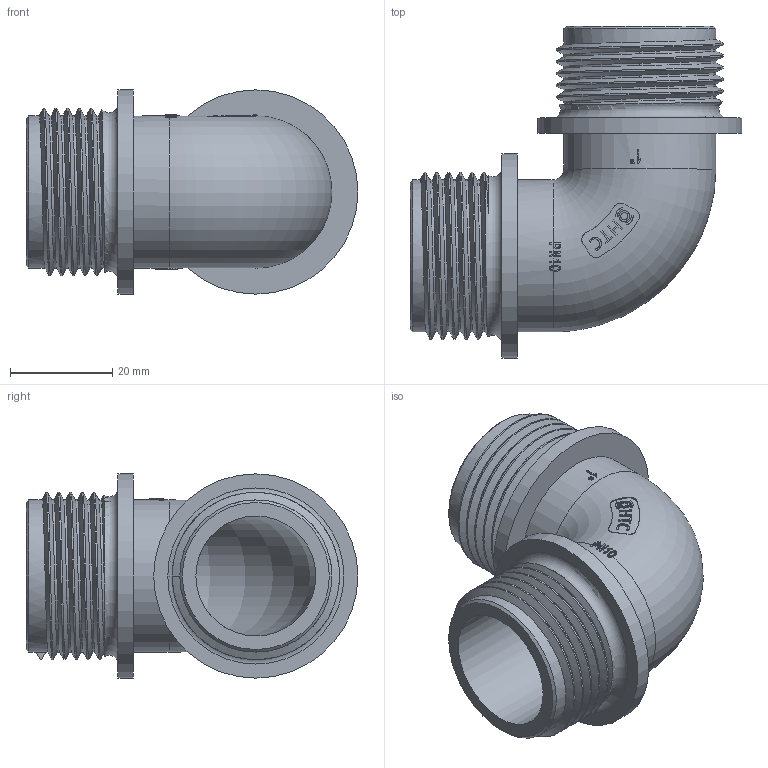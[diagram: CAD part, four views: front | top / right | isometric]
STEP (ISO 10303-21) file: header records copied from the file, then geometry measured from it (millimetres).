
FILE_DESCRIPTION(/* description */ (''),/* implementation_level */ '2;1');
FILE_NAME(/* name */ '1.stp',/* time_stamp */ '2025-02-14T16:17:32+08:00',/* author */ (''),/* organization */ (''),/* preprocessor_version */ 'ST-DEVELOPER v16.7',/* originating_system */ 'SIEMENS PLM Software NX 12.0',/* authorisation */ '');
FILE_SCHEMA (('AUTOMOTIVE_DESIGN { 1 0 10303 214 3 1 1 1 }'));
Length unit declared in the file: millimetre
Products named in the file (1): Admi6140B10Emkrl
Bounding box: 65 x 65 x 40 mm (x, y, z)
Surface area: 18627.6 mm2 (no closed solid volume)
Topology: 0 solids, 1 shells, 190 faces, 546 edges, 372 vertices
Faces by surface type: plane 81, cylinder 43, extrusion 40, torus 20, bspline 4, cone 2
Full cylindrical faces by diameter (mm): 1.394 x1, 2.104 x1, 23.5 x2, 29.8 x12, 40 x2
Entity records: 9685 total; most frequent: CARTESIAN_POINT 4949, ORIENTED_EDGE 1012, DIRECTION 636, EDGE_CURVE 506, VERTEX_POINT 359, B_SPLINE_CURVE_WITH_KNOTS 256, AXIS2_PLACEMENT_3D 219, EDGE_LOOP 213
